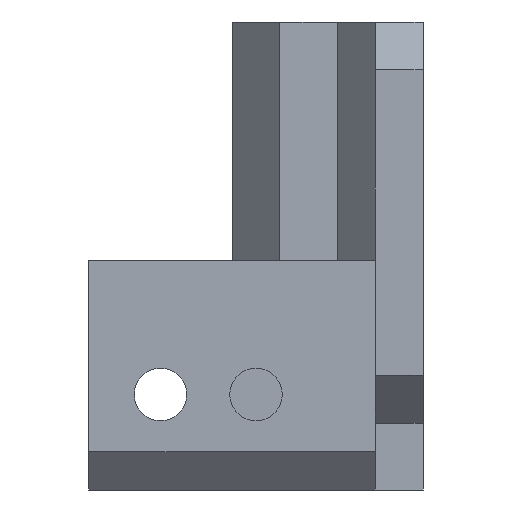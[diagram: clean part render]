
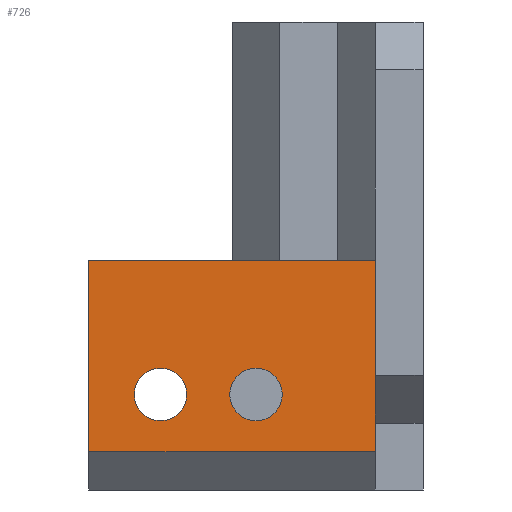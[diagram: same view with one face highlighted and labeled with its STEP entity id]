
A CAD part, front view. The second image highlights one B-rep face of the part: STEP entity #726.
In plain terms, the highlighted planar face has unit normal (0, -1, 0).
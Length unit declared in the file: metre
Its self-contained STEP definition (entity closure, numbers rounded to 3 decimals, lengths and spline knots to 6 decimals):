
#31=LINE('',#1048,#94);
#32=LINE('',#1051,#95);
#33=LINE('',#1053,#96);
#34=LINE('',#1055,#97);
#94=VECTOR('',#853,1.);
#95=VECTOR('',#854,1.);
#96=VECTOR('',#855,1.);
#97=VECTOR('',#856,1.);
#157=ORIENTED_EDGE('',*,*,#343,.F.);
#158=ORIENTED_EDGE('',*,*,#344,.F.);
#159=ORIENTED_EDGE('',*,*,#345,.T.);
#160=ORIENTED_EDGE('',*,*,#346,.T.);
#161=ORIENTED_EDGE('',*,*,#347,.T.);
#162=ORIENTED_EDGE('',*,*,#348,.F.);
#343=EDGE_CURVE('',#436,#436,#507,.T.);
#344=EDGE_CURVE('',#437,#437,#508,.T.);
#345=EDGE_CURVE('',#438,#439,#31,.T.);
#346=EDGE_CURVE('',#439,#440,#32,.T.);
#347=EDGE_CURVE('',#440,#441,#33,.T.);
#348=EDGE_CURVE('',#438,#441,#34,.T.);
#436=VERTEX_POINT('',#1045);
#437=VERTEX_POINT('',#1047);
#438=VERTEX_POINT('',#1049);
#439=VERTEX_POINT('',#1050);
#440=VERTEX_POINT('',#1052);
#441=VERTEX_POINT('',#1054);
#507=CIRCLE('',#780,0.00275);
#508=CIRCLE('',#781,0.00275);
#533=EDGE_LOOP('',(#157));
#534=EDGE_LOOP('',(#158));
#535=EDGE_LOOP('',(#159,#160,#161,#162));
#617=FACE_BOUND('',#533,.T.);
#618=FACE_BOUND('',#534,.T.);
#619=FACE_BOUND('',#535,.T.);
#701=PLANE('',#779);
#726=ADVANCED_FACE('',(#617,#618,#619),#701,.T.);
#779=AXIS2_PLACEMENT_3D('',#1043,#847,#848);
#780=AXIS2_PLACEMENT_3D('',#1044,#849,#850);
#781=AXIS2_PLACEMENT_3D('',#1046,#851,#852);
#847=DIRECTION('',(0.,-1.,0.));
#848=DIRECTION('',(1.,0.,0.));
#849=DIRECTION('',(0.,-1.,0.));
#850=DIRECTION('',(0.,0.,-1.));
#851=DIRECTION('',(0.,-1.,0.));
#852=DIRECTION('',(0.,0.,-1.));
#853=DIRECTION('',(0.,0.,-1.));
#854=DIRECTION('',(1.,0.,0.));
#855=DIRECTION('',(0.,0.,1.));
#856=DIRECTION('',(1.,0.,0.));
#1043=CARTESIAN_POINT('',(0.,-0.014,0.0005));
#1044=CARTESIAN_POINT('',(-0.0175,-0.014,-0.014));
#1045=CARTESIAN_POINT('',(-0.0175,-0.014,-0.01675));
#1046=CARTESIAN_POINT('',(-0.0075,-0.014,-0.014));
#1047=CARTESIAN_POINT('',(-0.0075,-0.014,-0.01675));
#1048=CARTESIAN_POINT('',(-0.025,-0.014,-0.012));
#1049=CARTESIAN_POINT('',(-0.025,-0.014,0.));
#1050=CARTESIAN_POINT('',(-0.025,-0.014,-0.02));
#1051=CARTESIAN_POINT('',(0.,-0.014,-0.02));
#1052=CARTESIAN_POINT('',(0.005,-0.014,-0.02));
#1053=CARTESIAN_POINT('',(0.005,-0.014,0.004));
#1054=CARTESIAN_POINT('',(0.005,-0.014,0.));
#1055=CARTESIAN_POINT('',(0.,-0.014,0.));
